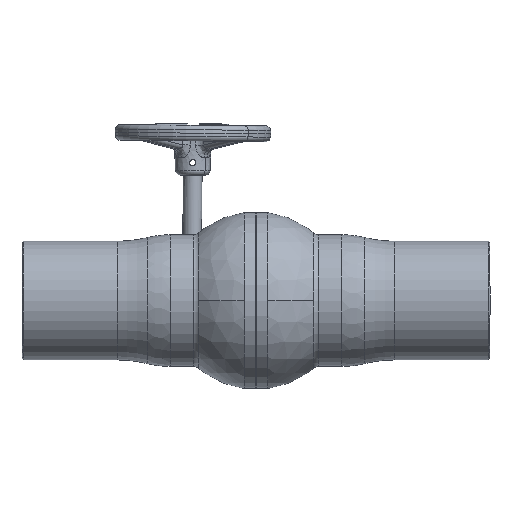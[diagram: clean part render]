
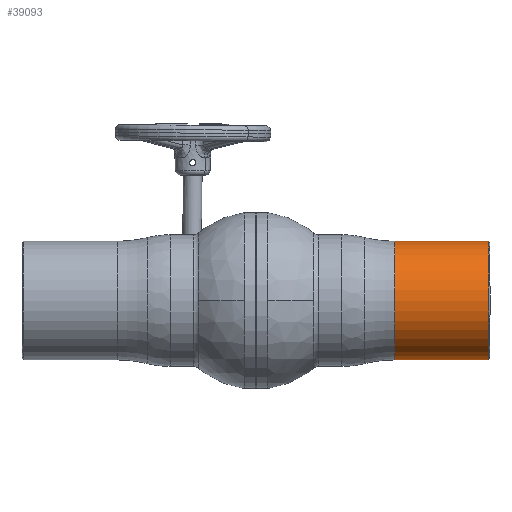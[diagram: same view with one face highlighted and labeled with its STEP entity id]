
A CAD part, front view. The second image highlights one B-rep face of the part: STEP entity #39093.
In plain terms, the highlighted cylindrical face has radius 38.05 mm (diameter 76.1 mm), a partial arc.
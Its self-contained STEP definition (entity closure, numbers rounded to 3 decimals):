
#40 = LINE ( 'NONE', #23381, #38681 ) ;
#3079 = DIRECTION ( 'NONE',  ( 0., 0., 1. ) ) ;
#4479 = ORIENTED_EDGE ( 'NONE', *, *, #20500, .T. ) ;
#6124 = ORIENTED_EDGE ( 'NONE', *, *, #27522, .T. ) ;
#6289 = VERTEX_POINT ( 'NONE', #26937 ) ;
#6374 = DIRECTION ( 'NONE',  ( 0., -1., 0. ) ) ;
#8619 = ORIENTED_EDGE ( 'NONE', *, *, #37040, .T. ) ;
#8845 = CIRCLE ( 'NONE', #22211, 38.05 ) ;
#10038 = VERTEX_POINT ( 'NONE', #41972 ) ;
#10356 = VERTEX_POINT ( 'NONE', #35058 ) ;
#10665 = VECTOR ( 'NONE', #10910, 1000. ) ;
#10910 = DIRECTION ( 'NONE',  ( 1., 0., 0. ) ) ;
#12161 = ORIENTED_EDGE ( 'NONE', *, *, #24815, .T. ) ;
#12908 = EDGE_LOOP ( 'NONE', ( #6124, #12161, #8619, #4479, #38404 ) ) ;
#12994 = CARTESIAN_POINT ( 'NONE',  ( 185.507, 85.281, 0. ) ) ;
#14694 = CIRCLE ( 'NONE', #29476, 38.05 ) ;
#14873 = CARTESIAN_POINT ( 'NONE',  ( 149.249, 85.281, -38.05 ) ) ;
#16573 = DIRECTION ( 'NONE',  ( 1., 0., 0. ) ) ;
#18487 = CIRCLE ( 'NONE', #29059, 38.05 ) ;
#19007 = CARTESIAN_POINT ( 'NONE',  ( 89., 85.281, 0. ) ) ;
#20096 = CARTESIAN_POINT ( 'NONE',  ( 149.249, 47.231, 0. ) ) ;
#20500 = EDGE_CURVE ( 'NONE', #39625, #6289, #8845, .T. ) ;
#20945 = AXIS2_PLACEMENT_3D ( 'NONE', #12994, #22919, #3079 ) ;
#22211 = AXIS2_PLACEMENT_3D ( 'NONE', #37506, #34214, #28846 ) ;
#22919 = DIRECTION ( 'NONE',  ( 1., 0., 0. ) ) ;
#23350 = CYLINDRICAL_SURFACE ( 'NONE', #20945, 38.05 ) ;
#23381 = CARTESIAN_POINT ( 'NONE',  ( 185.507, 85.281, 38.05 ) ) ;
#24815 = EDGE_CURVE ( 'NONE', #10356, #28918, #38184, .T. ) ;
#25540 = EDGE_CURVE ( 'NONE', #10038, #6289, #40, .T. ) ;
#25841 = DIRECTION ( 'NONE',  ( 0., 0., 1. ) ) ;
#26937 = CARTESIAN_POINT ( 'NONE',  ( 149.249, 85.281, 38.05 ) ) ;
#27522 = EDGE_CURVE ( 'NONE', #10038, #10356, #18487, .T. ) ;
#28846 = DIRECTION ( 'NONE',  ( 0., -1., 0. ) ) ;
#28918 = VERTEX_POINT ( 'NONE', #14873 ) ;
#29059 = AXIS2_PLACEMENT_3D ( 'NONE', #19007, #16573, #25841 ) ;
#29476 = AXIS2_PLACEMENT_3D ( 'NONE', #40031, #36728, #6374 ) ;
#34214 = DIRECTION ( 'NONE',  ( -1., 0., 0. ) ) ;
#35058 = CARTESIAN_POINT ( 'NONE',  ( 89., 85.281, -38.05 ) ) ;
#36728 = DIRECTION ( 'NONE',  ( -1., 0., 0. ) ) ;
#37040 = EDGE_CURVE ( 'NONE', #28918, #39625, #14694, .T. ) ;
#37506 = CARTESIAN_POINT ( 'NONE',  ( 149.249, 85.281, 0. ) ) ;
#37971 = CARTESIAN_POINT ( 'NONE',  ( 185.507, 85.281, -38.05 ) ) ;
#38184 = LINE ( 'NONE', #37971, #10665 ) ;
#38404 = ORIENTED_EDGE ( 'NONE', *, *, #25540, .F. ) ;
#38681 = VECTOR ( 'NONE', #43187, 1000. ) ;
#39093 = ADVANCED_FACE ( 'NONE', ( #39407 ), #23350, .T. ) ;
#39407 = FACE_OUTER_BOUND ( 'NONE', #12908, .T. ) ;
#39625 = VERTEX_POINT ( 'NONE', #20096 ) ;
#40031 = CARTESIAN_POINT ( 'NONE',  ( 149.249, 85.281, 0. ) ) ;
#41972 = CARTESIAN_POINT ( 'NONE',  ( 89., 85.281, 38.05 ) ) ;
#43187 = DIRECTION ( 'NONE',  ( 1., 0., 0. ) ) ;
